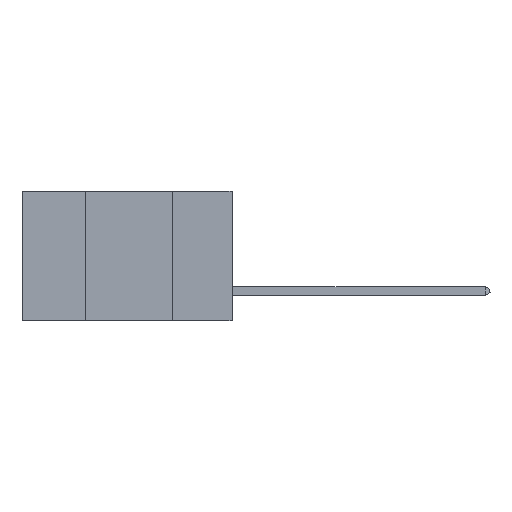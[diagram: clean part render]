
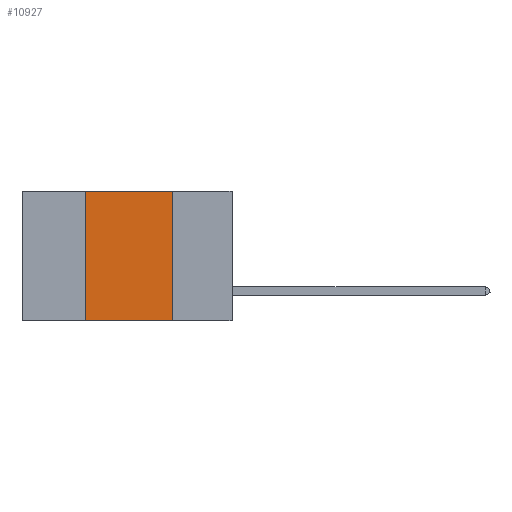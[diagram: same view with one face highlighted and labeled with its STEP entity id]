
A CAD part, left-side view. The second image highlights one B-rep face of the part: STEP entity #10927.
In plain terms, the highlighted planar face has unit normal (-1, 0, 0).
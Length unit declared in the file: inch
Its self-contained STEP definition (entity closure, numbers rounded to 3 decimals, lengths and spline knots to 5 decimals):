
#556 = CARTESIAN_POINT ( 'NONE',  ( 0., 0.42, 0. ) ) ;
#645 = DIRECTION ( 'NONE',  ( 0., 0., -1. ) ) ;
#1298 = LINE ( 'NONE', #23676, #7236 ) ;
#1419 = EDGE_LOOP ( 'NONE', ( #9626, #11557, #13859, #29612 ) ) ;
#2463 = DIRECTION ( 'NONE',  ( 0., -1., 0. ) ) ;
#2807 = DIRECTION ( 'NONE',  ( 0., 0., -1. ) ) ;
#3847 = CARTESIAN_POINT ( 'NONE',  ( 0., 0.17, 0. ) ) ;
#4053 = CARTESIAN_POINT ( 'NONE',  ( 0., 0.42, -0.37 ) ) ;
#5585 = LINE ( 'NONE', #16685, #20500 ) ;
#7236 = VECTOR ( 'NONE', #14300, 39.37008 ) ;
#9086 = VERTEX_POINT ( 'NONE', #28272 ) ;
#9626 = ORIENTED_EDGE ( 'NONE', *, *, #16064, .F. ) ;
#10202 = DIRECTION ( 'NONE',  ( 0., 0., 1. ) ) ;
#10398 = EDGE_CURVE ( 'NONE', #23552, #9086, #28461, .T. ) ;
#10927 = ADVANCED_FACE ( 'NONE', ( #29196 ), #24430, .F. ) ;
#11557 = ORIENTED_EDGE ( 'NONE', *, *, #15391, .F. ) ;
#12424 = CARTESIAN_POINT ( 'NONE',  ( 0., 0.6, 0. ) ) ;
#12686 = VERTEX_POINT ( 'NONE', #18844 ) ;
#13859 = ORIENTED_EDGE ( 'NONE', *, *, #10398, .F. ) ;
#14300 = DIRECTION ( 'NONE',  ( 0., -1., 0. ) ) ;
#14844 = CARTESIAN_POINT ( 'NONE',  ( 0., 0.17, 0. ) ) ;
#15391 = EDGE_CURVE ( 'NONE', #9086, #24442, #5585, .T. ) ;
#16064 = EDGE_CURVE ( 'NONE', #24442, #12686, #28298, .T. ) ;
#16685 = CARTESIAN_POINT ( 'NONE',  ( 0., 0.6, 0. ) ) ;
#18844 = CARTESIAN_POINT ( 'NONE',  ( 0., 0.17, -0.37 ) ) ;
#19811 = DIRECTION ( 'NONE',  ( 1., 0., 0. ) ) ;
#20500 = VECTOR ( 'NONE', #2463, 39.37008 ) ;
#21962 = VECTOR ( 'NONE', #645, 39.37008 ) ;
#23552 = VERTEX_POINT ( 'NONE', #4053 ) ;
#23676 = CARTESIAN_POINT ( 'NONE',  ( 0., 0.6, -0.37 ) ) ;
#24430 = PLANE ( 'NONE',  #28850 ) ;
#24442 = VERTEX_POINT ( 'NONE', #3847 ) ;
#24700 = EDGE_CURVE ( 'NONE', #23552, #12686, #1298, .T. ) ;
#28272 = CARTESIAN_POINT ( 'NONE',  ( 0., 0.42, 0. ) ) ;
#28298 = LINE ( 'NONE', #14844, #21962 ) ;
#28461 = LINE ( 'NONE', #556, #28863 ) ;
#28850 = AXIS2_PLACEMENT_3D ( 'NONE', #12424, #19811, #2807 ) ;
#28863 = VECTOR ( 'NONE', #10202, 39.37008 ) ;
#29196 = FACE_OUTER_BOUND ( 'NONE', #1419, .T. ) ;
#29612 = ORIENTED_EDGE ( 'NONE', *, *, #24700, .T. ) ;
